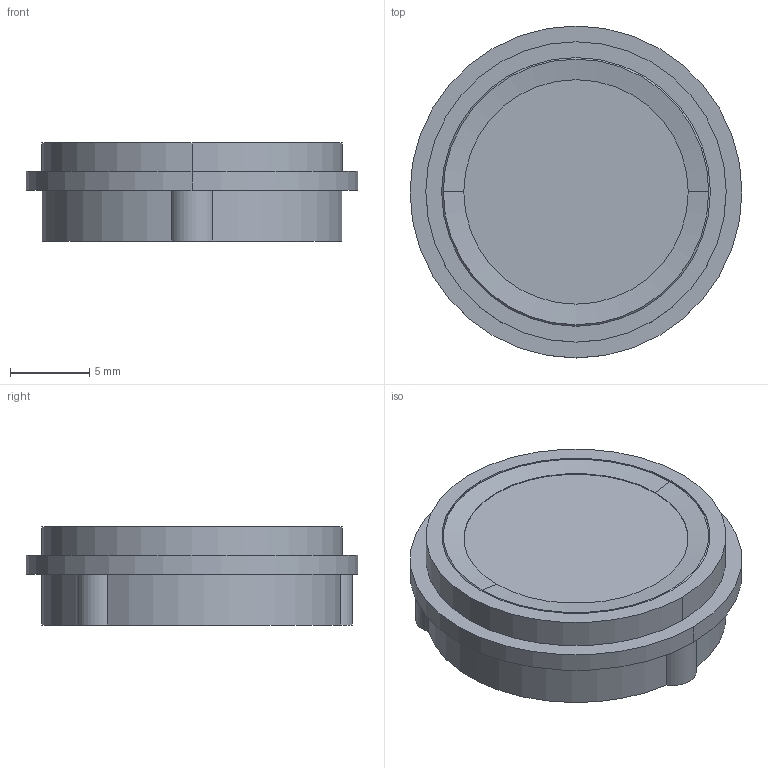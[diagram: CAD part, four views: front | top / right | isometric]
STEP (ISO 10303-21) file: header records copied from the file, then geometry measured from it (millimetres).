
FILE_DESCRIPTION((''),'2;1');
FILE_NAME('00-ALL_ASM_12_ASM_5_ASM','2024-01-22T15:05:02',('xtkj-wjl'),(''),'CREO PARAMETRIC BY PTC INC, 2018050','CREO PARAMETRIC BY PTC INC, 2018050','');
FILE_SCHEMA(('CONFIG_CONTROL_DESIGN','SHAPE_APPEARANCE_LAYERS_GROUPS'));
Length unit declared in the file: millimetre
Products named in the file (10): PCB1_2_2_4_4_3_18; XTS0805_ASM_5_ASM_1_ASM_12_ASM__ASM; XTL0605_ASM_5_ASM_1_ASM_ASM_29__ASM; 6-PIN_7; XTL-0717-20230314_ASM_1_ASM_10_ASM; SENSOR_2_3_1_1_2; RING_1_1_8; XTL0803__ASM_3_ASM_1_ASM_1_ASM; XTL0605-_1_1_000_51; 00-ALL_ASM_12_ASM_5_ASM
Assembly tree (9 placements, depth 5):
  00-ALL_ASM_12_ASM_5_ASM
    XTL-0717-20230314_ASM_1_ASM_10_ASM
      XTL0605_ASM_5_ASM_1_ASM_ASM_29__ASM
        XTS0805_ASM_5_ASM_1_ASM_12_ASM__ASM
          PCB1_2_2_4_4_3_18
      6-PIN_7
    XTL0803__ASM_3_ASM_1_ASM_1_ASM
      SENSOR_2_3_1_1_2
      RING_1_1_8
    XTL0605-_1_1_000_51
Bounding box: 21 x 21 x 6.2 mm (x, y, z)
Volume: 1134.7 mm3; surface area: 2494.7 mm2
Topology: 5 solids, 5 shells, 369 faces, 1023 edges, 686 vertices
Faces by surface type: plane 326, cylinder 36, cone 7
Entity records: 14788 total; most frequent: CARTESIAN_POINT 2113, ORIENTED_EDGE 2046, DIRECTION 1911, EDGE_CURVE 1023, VECTOR 919, LINE 919, PRESENTATION_STYLE_ASSIGNMENT 917, STYLED_ITEM 907
